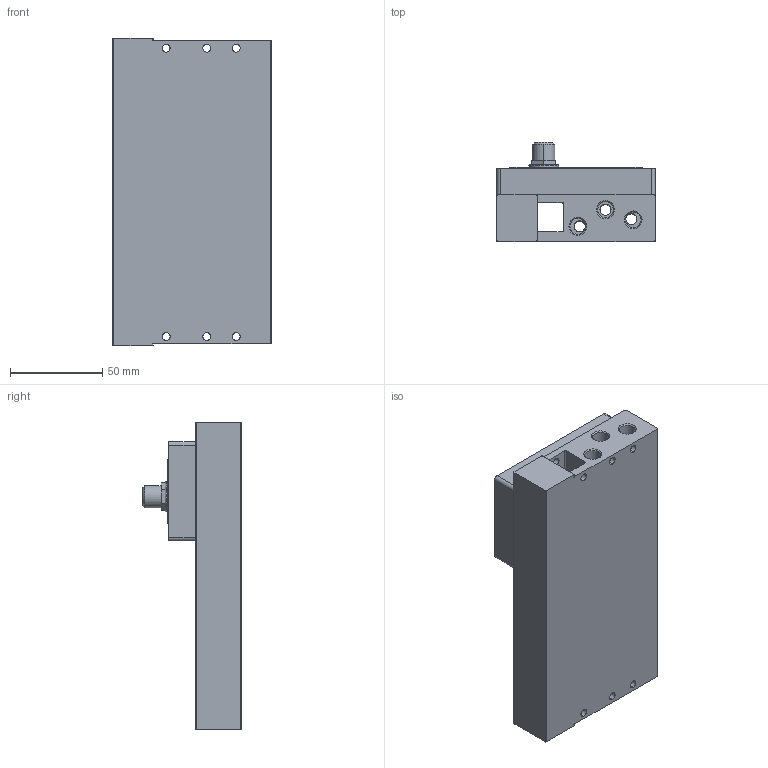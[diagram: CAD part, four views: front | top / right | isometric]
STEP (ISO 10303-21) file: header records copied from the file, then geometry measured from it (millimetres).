
FILE_DESCRIPTION (( 'STEP AP203' ), '1' );
FILE_NAME ('ES1V-8FLK32.STEP', '2022-07-26T14:27:55', ( '' ), ( '' ), 'SwSTEP 2.0', 'SolidWorks 2022', '' );
FILE_SCHEMA (( 'CONFIG_CONTROL_DESIGN' ));
Length unit declared in the file: millimetre
Products named in the file (1): ES1V-8FLK32
Bounding box: 86 x 53.6 x 167 mm (x, y, z)
Volume: 370508 mm3; surface area: 66865.3 mm2
Topology: 1 solids, 1 shells, 239 faces, 578 edges, 376 vertices
Faces by surface type: cylinder 112, plane 67, cone 48, bspline 12
Entity records: 7369 total; most frequent: CARTESIAN_POINT 1410, DIRECTION 1346, ORIENTED_EDGE 1156, EDGE_CURVE 578, AXIS2_PLACEMENT_3D 552, VERTEX_POINT 376, CIRCLE 324, EDGE_LOOP 298
